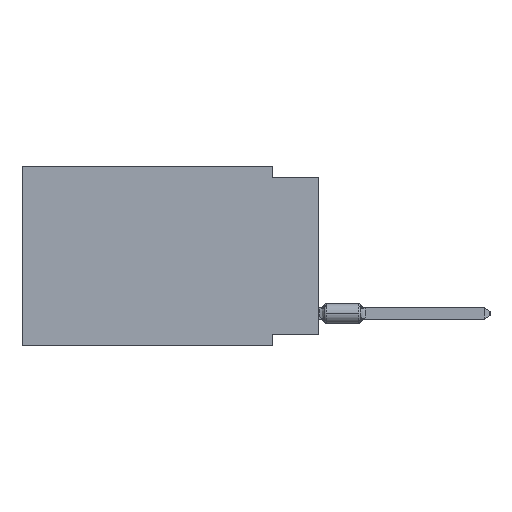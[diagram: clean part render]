
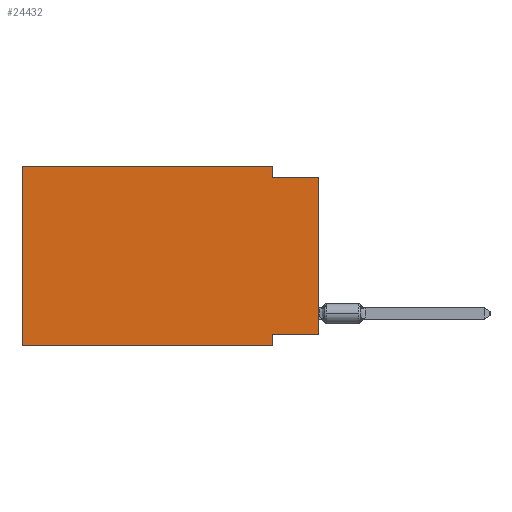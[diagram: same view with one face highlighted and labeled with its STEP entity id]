
A CAD part, left-side view. The second image highlights one B-rep face of the part: STEP entity #24432.
In plain terms, the highlighted planar face has unit normal (-1, 0, 0).
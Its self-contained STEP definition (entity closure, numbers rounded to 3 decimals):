
#1216 = VERTEX_POINT ( 'NONE', #45564 ) ;
#1547 = CARTESIAN_POINT ( 'NONE',  ( 0., 2.54, -9.906 ) ) ;
#1570 = LINE ( 'NONE', #23015, #34542 ) ;
#1831 = EDGE_CURVE ( 'NONE', #4800, #8208, #41811, .T. ) ;
#2116 = EDGE_CURVE ( 'NONE', #1216, #4800, #9655, .T. ) ;
#2652 = EDGE_CURVE ( 'NONE', #16193, #9720, #25652, .T. ) ;
#3540 = VECTOR ( 'NONE', #31697, 1000. ) ;
#3549 = LINE ( 'NONE', #17638, #3540 ) ;
#3760 = ORIENTED_EDGE ( 'NONE', *, *, #31435, .F. ) ;
#4371 = EDGE_CURVE ( 'NONE', #16193, #33179, #44443, .T. ) ;
#4800 = VERTEX_POINT ( 'NONE', #30703 ) ;
#5220 = VECTOR ( 'NONE', #37343, 1000. ) ;
#6339 = DIRECTION ( 'NONE',  ( 0., -1., 0. ) ) ;
#6938 = CARTESIAN_POINT ( 'NONE',  ( 0., 0., -0.635 ) ) ;
#8208 = VERTEX_POINT ( 'NONE', #43765 ) ;
#8949 = VECTOR ( 'NONE', #36270, 1000. ) ;
#9192 = CARTESIAN_POINT ( 'NONE',  ( 0., 2.54, 0. ) ) ;
#9655 = LINE ( 'NONE', #9192, #5220 ) ;
#9720 = VERTEX_POINT ( 'NONE', #9768 ) ;
#9768 = CARTESIAN_POINT ( 'NONE',  ( 0., 16.383, 0. ) ) ;
#12699 = DIRECTION ( 'NONE',  ( 1., 0., 0. ) ) ;
#12806 = CARTESIAN_POINT ( 'NONE',  ( 0., 0., 0. ) ) ;
#14889 = EDGE_LOOP ( 'NONE', ( #15465, #15495, #43359, #3760, #21194, #43689, #33814, #31606 ) ) ;
#15069 = CARTESIAN_POINT ( 'NONE',  ( 0., 0., -9.271 ) ) ;
#15465 = ORIENTED_EDGE ( 'NONE', *, *, #19372, .T. ) ;
#15495 = ORIENTED_EDGE ( 'NONE', *, *, #1831, .F. ) ;
#16193 = VERTEX_POINT ( 'NONE', #35135 ) ;
#17337 = AXIS2_PLACEMENT_3D ( 'NONE', #44089, #12699, #40847 ) ;
#17638 = CARTESIAN_POINT ( 'NONE',  ( 0., 0., -9.271 ) ) ;
#19372 = EDGE_CURVE ( 'NONE', #28965, #8208, #33340, .T. ) ;
#19849 = PLANE ( 'NONE',  #17337 ) ;
#20975 = VECTOR ( 'NONE', #6339, 1000. ) ;
#21194 = ORIENTED_EDGE ( 'NONE', *, *, #2652, .F. ) ;
#23015 = CARTESIAN_POINT ( 'NONE',  ( 0., 16.383, 0. ) ) ;
#23414 = CARTESIAN_POINT ( 'NONE',  ( 0., 16.383, -9.906 ) ) ;
#23477 = DIRECTION ( 'NONE',  ( 0., -1., 0. ) ) ;
#23986 = CARTESIAN_POINT ( 'NONE',  ( 0., 2.54, -9.271 ) ) ;
#24432 = ADVANCED_FACE ( 'NONE', ( #40165 ), #19849, .F. ) ;
#24660 = VERTEX_POINT ( 'NONE', #23986 ) ;
#24942 = DIRECTION ( 'NONE',  ( 0., -1., 0. ) ) ;
#25419 = EDGE_CURVE ( 'NONE', #24660, #33179, #31134, .T. ) ;
#25652 = LINE ( 'NONE', #39742, #8949 ) ;
#28591 = CARTESIAN_POINT ( 'NONE',  ( 0., 2.54, -9.906 ) ) ;
#28965 = VERTEX_POINT ( 'NONE', #15069 ) ;
#30484 = EDGE_CURVE ( 'NONE', #28965, #24660, #3549, .T. ) ;
#30703 = CARTESIAN_POINT ( 'NONE',  ( 0., 2.54, -0.635 ) ) ;
#31134 = LINE ( 'NONE', #28591, #40249 ) ;
#31435 = EDGE_CURVE ( 'NONE', #9720, #1216, #1570, .T. ) ;
#31606 = ORIENTED_EDGE ( 'NONE', *, *, #30484, .F. ) ;
#31697 = DIRECTION ( 'NONE',  ( 0., 1., 0. ) ) ;
#33179 = VERTEX_POINT ( 'NONE', #1547 ) ;
#33340 = LINE ( 'NONE', #12806, #39906 ) ;
#33814 = ORIENTED_EDGE ( 'NONE', *, *, #25419, .F. ) ;
#34542 = VECTOR ( 'NONE', #23477, 1000. ) ;
#35135 = CARTESIAN_POINT ( 'NONE',  ( 0., 16.383, -9.906 ) ) ;
#36270 = DIRECTION ( 'NONE',  ( 0., 0., 1. ) ) ;
#37343 = DIRECTION ( 'NONE',  ( 0., 0., -1. ) ) ;
#39742 = CARTESIAN_POINT ( 'NONE',  ( 0., 16.383, 0. ) ) ;
#39906 = VECTOR ( 'NONE', #40971, 1000. ) ;
#40165 = FACE_OUTER_BOUND ( 'NONE', #14889, .T. ) ;
#40249 = VECTOR ( 'NONE', #45675, 1000. ) ;
#40847 = DIRECTION ( 'NONE',  ( 0., 0., -1. ) ) ;
#40971 = DIRECTION ( 'NONE',  ( 0., 0., 1. ) ) ;
#41811 = LINE ( 'NONE', #6938, #44322 ) ;
#43359 = ORIENTED_EDGE ( 'NONE', *, *, #2116, .F. ) ;
#43689 = ORIENTED_EDGE ( 'NONE', *, *, #4371, .T. ) ;
#43765 = CARTESIAN_POINT ( 'NONE',  ( 0., 0., -0.635 ) ) ;
#44089 = CARTESIAN_POINT ( 'NONE',  ( 0., 16.383, 0. ) ) ;
#44322 = VECTOR ( 'NONE', #24942, 1000. ) ;
#44443 = LINE ( 'NONE', #23414, #20975 ) ;
#45564 = CARTESIAN_POINT ( 'NONE',  ( 0., 2.54, 0. ) ) ;
#45675 = DIRECTION ( 'NONE',  ( 0., 0., -1. ) ) ;
